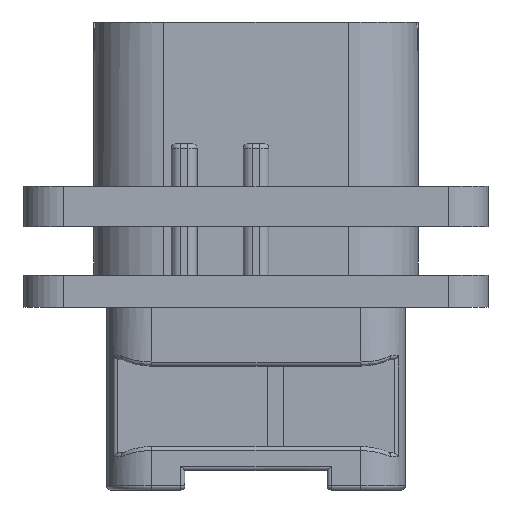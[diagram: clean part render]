
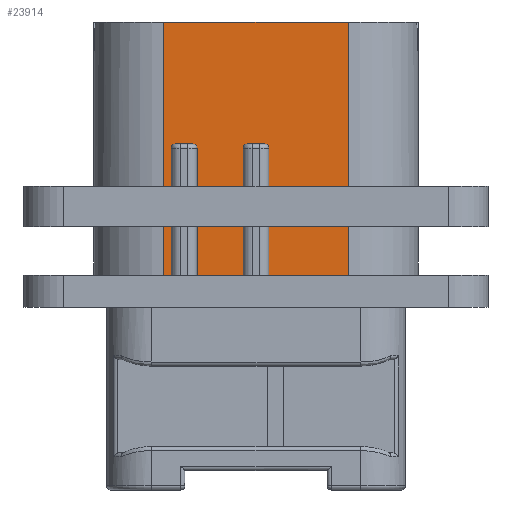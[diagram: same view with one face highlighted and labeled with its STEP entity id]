
A CAD part, front view. The second image highlights one B-rep face of the part: STEP entity #23914.
In plain terms, the highlighted planar face has unit normal (0, -1, 0).
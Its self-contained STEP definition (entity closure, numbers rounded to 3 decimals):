
#1527=DIRECTION('',(1.,0.,0.));
#1528=VECTOR('',#1527,11.4);
#1529=CARTESIAN_POINT('',(-5.7,-9.,17.67));
#1530=LINE('',#1529,#1528);
#2066=DIRECTION('',(1.,0.,0.));
#2067=VECTOR('',#2066,4.9);
#2068=CARTESIAN_POINT('',(0.8,-9.,2.));
#2069=LINE('',#2068,#2067);
#2160=CARTESIAN_POINT('',(-3.9,-9.,9.87));
#2161=DIRECTION('',(0.,1.,0.));
#2162=DIRECTION('',(0.,0.,1.));
#2163=AXIS2_PLACEMENT_3D('',#2160,#2161,#2162);
#2173=DIRECTION('',(0.,0.,1.));
#2174=VECTOR('',#2173,7.87);
#2175=CARTESIAN_POINT('',(-3.65,-9.,2.));
#2176=LINE('',#2175,#2174);
#2177=DIRECTION('',(1.,0.,0.));
#2178=VECTOR('',#2177,1.1);
#2179=CARTESIAN_POINT('',(-5.,-9.,10.12));
#2180=LINE('',#2179,#2178);
#2181=DIRECTION('',(0.,0.,1.));
#2182=VECTOR('',#2181,7.87);
#2183=CARTESIAN_POINT('',(-5.25,-9.,2.));
#2184=LINE('',#2183,#2182);
#2185=DIRECTION('',(0.,0.,-1.));
#2186=VECTOR('',#2185,15.67);
#2187=CARTESIAN_POINT('',(-5.7,-9.,17.67));
#2188=LINE('',#2187,#2186);
#2189=DIRECTION('',(0.,0.,-1.));
#2190=VECTOR('',#2189,15.67);
#2191=CARTESIAN_POINT('',(5.7,-9.,17.67));
#2192=LINE('',#2191,#2190);
#2193=DIRECTION('',(0.,0.,1.));
#2194=VECTOR('',#2193,7.87);
#2195=CARTESIAN_POINT('',(0.8,-9.,2.));
#2196=LINE('',#2195,#2194);
#2197=DIRECTION('',(1.,0.,0.));
#2198=VECTOR('',#2197,1.1);
#2199=CARTESIAN_POINT('',(-0.55,-9.,10.12));
#2200=LINE('',#2199,#2198);
#2201=DIRECTION('',(0.,0.,1.));
#2202=VECTOR('',#2201,7.87);
#2203=CARTESIAN_POINT('',(-0.8,-9.,2.));
#2204=LINE('',#2203,#2202);
#2205=CARTESIAN_POINT('',(-5.,-9.,9.87));
#2206=DIRECTION('',(0.,1.,0.));
#2207=DIRECTION('',(-1.,0.,0.));
#2208=AXIS2_PLACEMENT_3D('',#2205,#2206,#2207);
#2241=DIRECTION('',(1.,0.,0.));
#2242=VECTOR('',#2241,0.45);
#2243=CARTESIAN_POINT('',(-5.7,-9.,2.));
#2244=LINE('',#2243,#2242);
#7937=CARTESIAN_POINT('',(0.55,-9.,9.87));
#7938=DIRECTION('',(0.,1.,0.));
#7939=DIRECTION('',(0.,0.,1.));
#7940=AXIS2_PLACEMENT_3D('',#7937,#7938,#7939);
#7997=DIRECTION('',(1.,0.,0.));
#7998=VECTOR('',#7997,2.85);
#7999=CARTESIAN_POINT('',(-3.65,-9.,2.));
#8000=LINE('',#7999,#7998);
#8028=CARTESIAN_POINT('',(-0.55,-9.,9.87));
#8029=DIRECTION('',(0.,1.,0.));
#8030=DIRECTION('',(-1.,0.,0.));
#8031=AXIS2_PLACEMENT_3D('',#8028,#8029,#8030);
#18473=CARTESIAN_POINT('',(-5.7,-9.,17.67));
#18474=CARTESIAN_POINT('',(-5.7,-9.,2.));
#18475=VERTEX_POINT('',#18473);
#18476=VERTEX_POINT('',#18474);
#18477=CARTESIAN_POINT('',(5.7,-9.,17.67));
#18478=CARTESIAN_POINT('',(5.7,-9.,2.));
#18479=VERTEX_POINT('',#18477);
#18480=VERTEX_POINT('',#18478);
#20462=CARTESIAN_POINT('',(-5.25,-9.,2.));
#20463=VERTEX_POINT('',#20462);
#20464=CARTESIAN_POINT('',(-3.65,-9.,2.));
#20465=CARTESIAN_POINT('',(-0.8,-9.,2.));
#20466=VERTEX_POINT('',#20464);
#20467=VERTEX_POINT('',#20465);
#20468=CARTESIAN_POINT('',(0.8,-9.,2.));
#20469=VERTEX_POINT('',#20468);
#20559=CARTESIAN_POINT('',(-3.65,-9.,9.87));
#20561=VERTEX_POINT('',#20559);
#20563=CARTESIAN_POINT('',(-3.9,-9.,10.12));
#20565=VERTEX_POINT('',#20563);
#20578=CARTESIAN_POINT('',(-5.,-9.,10.12));
#20579=VERTEX_POINT('',#20578);
#20580=CARTESIAN_POINT('',(-5.25,-9.,9.87));
#20581=VERTEX_POINT('',#20580);
#20583=CARTESIAN_POINT('',(0.8,-9.,9.87));
#20585=VERTEX_POINT('',#20583);
#20587=CARTESIAN_POINT('',(0.55,-9.,10.12));
#20589=VERTEX_POINT('',#20587);
#20602=CARTESIAN_POINT('',(-0.55,-9.,10.12));
#20603=VERTEX_POINT('',#20602);
#20604=CARTESIAN_POINT('',(-0.8,-9.,9.87));
#20605=VERTEX_POINT('',#20604);
#23881=CARTESIAN_POINT('',(-10.05,-9.,2.));
#23882=DIRECTION('',(0.,-1.,0.));
#23883=DIRECTION('',(1.,0.,0.));
#23884=AXIS2_PLACEMENT_3D('',#23881,#23882,#23883);
#23885=PLANE('',#23884);
#23886=ORIENTED_EDGE('',*,*,#23872,.T.);
#23887=ORIENTED_EDGE('',*,*,#23861,.F.);
#23888=ORIENTED_EDGE('',*,*,#23846,.F.);
#23890=ORIENTED_EDGE('',*,*,#23889,.F.);
#23892=ORIENTED_EDGE('',*,*,#23891,.F.);
#23894=ORIENTED_EDGE('',*,*,#23893,.F.);
#23896=ORIENTED_EDGE('',*,*,#23895,.F.);
#23897=ORIENTED_EDGE('',*,*,#23205,.T.);
#23898=ORIENTED_EDGE('',*,*,#23745,.T.);
#23899=ORIENTED_EDGE('',*,*,#23764,.F.);
#23901=ORIENTED_EDGE('',*,*,#23900,.T.);
#23903=ORIENTED_EDGE('',*,*,#23902,.F.);
#23905=ORIENTED_EDGE('',*,*,#23904,.F.);
#23907=ORIENTED_EDGE('',*,*,#23906,.F.);
#23909=ORIENTED_EDGE('',*,*,#23908,.F.);
#23911=ORIENTED_EDGE('',*,*,#23910,.F.);
#23912=EDGE_LOOP('',(#23886,#23887,#23888,#23890,#23892,#23894,#23896,#23897,
#23898,#23899,#23901,#23903,#23905,#23907,#23909,#23911));
#23913=FACE_OUTER_BOUND('',#23912,.F.);
#23914=ADVANCED_FACE('',(#23913),#23885,.T.);
#2164=CIRCLE('',#2163,0.25);
#2209=CIRCLE('',#2208,0.25);
#7941=CIRCLE('',#7940,0.25);
#8032=CIRCLE('',#8031,0.25);
#23205=EDGE_CURVE('',#18475,#18479,#1530,.T.);
#23745=EDGE_CURVE('',#18479,#18480,#2192,.T.);
#23764=EDGE_CURVE('',#20469,#18480,#2069,.T.);
#23846=EDGE_CURVE('',#20579,#20565,#2180,.T.);
#23861=EDGE_CURVE('',#20565,#20561,#2164,.T.);
#23872=EDGE_CURVE('',#20466,#20561,#2176,.T.);
#23889=EDGE_CURVE('',#20581,#20579,#2209,.T.);
#23891=EDGE_CURVE('',#20463,#20581,#2184,.T.);
#23893=EDGE_CURVE('',#18476,#20463,#2244,.T.);
#23895=EDGE_CURVE('',#18475,#18476,#2188,.T.);
#23900=EDGE_CURVE('',#20469,#20585,#2196,.T.);
#23902=EDGE_CURVE('',#20589,#20585,#7941,.T.);
#23904=EDGE_CURVE('',#20603,#20589,#2200,.T.);
#23906=EDGE_CURVE('',#20605,#20603,#8032,.T.);
#23908=EDGE_CURVE('',#20467,#20605,#2204,.T.);
#23910=EDGE_CURVE('',#20466,#20467,#8000,.T.);
